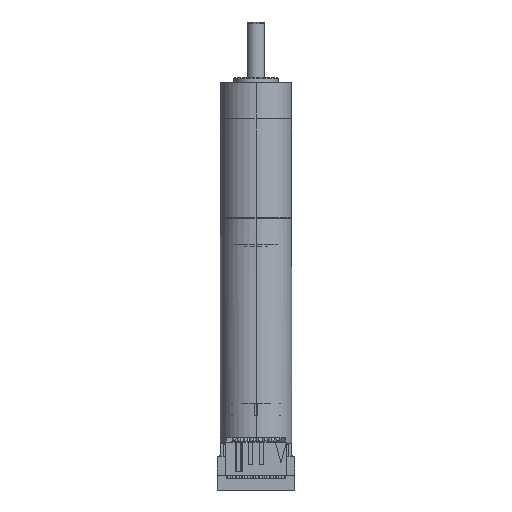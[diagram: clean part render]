
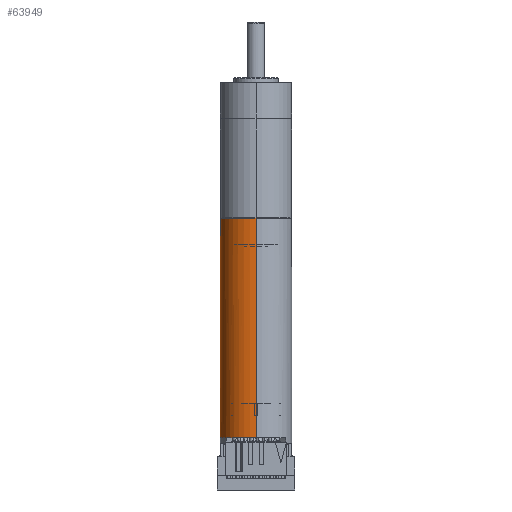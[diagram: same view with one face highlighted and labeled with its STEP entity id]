
A CAD part, front view. The second image highlights one B-rep face of the part: STEP entity #63949.
In plain terms, the highlighted cylindrical face has radius 8 mm (diameter 16 mm), a partial arc.
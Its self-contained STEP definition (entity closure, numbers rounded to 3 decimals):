
#27380=DIRECTION('',(0.,0.,1.));
#27381=VECTOR('',#27380,49.2);
#27382=CARTESIAN_POINT('',(0.,8.,-44.7));
#27383=LINE('',#27382,#27381);
#27384=DIRECTION('',(0.,0.,-1.));
#27385=VECTOR('',#27384,49.2);
#27386=CARTESIAN_POINT('',(0.,-8.,4.5));
#27387=LINE('',#27386,#27385);
#27388=CARTESIAN_POINT('',(0.,0.,-44.7));
#27389=DIRECTION('',(0.,0.,1.));
#27390=DIRECTION('',(-0.832,-0.554,0.));
#27391=AXIS2_PLACEMENT_3D('',#27388,#27389,#27390);
#27393=CARTESIAN_POINT('',(0.,0.,-44.7));
#27394=DIRECTION('',(0.,0.,-1.));
#27395=DIRECTION('',(-0.832,-0.554,0.));
#27396=AXIS2_PLACEMENT_3D('',#27393,#27394,#27395);
#27398=CARTESIAN_POINT('',(0.,0.,4.5));
#27399=DIRECTION('',(0.,0.,1.));
#27400=DIRECTION('',(0.,1.,0.));
#27401=AXIS2_PLACEMENT_3D('',#27398,#27399,#27400);
#29016=CARTESIAN_POINT('',(-6.658,-4.435,-44.7));
#29017=CARTESIAN_POINT('',(0.,8.,-44.7));
#29018=VERTEX_POINT('',#29016);
#29019=VERTEX_POINT('',#29017);
#29102=CARTESIAN_POINT('',(0.,-8.,-44.7));
#29103=VERTEX_POINT('',#29102);
#29112=CARTESIAN_POINT('',(0.,8.,4.5));
#29113=CARTESIAN_POINT('',(0.,-8.,4.5));
#29114=VERTEX_POINT('',#29112);
#29115=VERTEX_POINT('',#29113);
#63936=CARTESIAN_POINT('',(0.,0.,2.235));
#63937=DIRECTION('',(0.,0.,-1.));
#63938=DIRECTION('',(0.,-1.,0.));
#63939=AXIS2_PLACEMENT_3D('',#63936,#63937,#63938);
#63940=CYLINDRICAL_SURFACE('',#63939,8.);
#63941=ORIENTED_EDGE('',*,*,#33327,.T.);
#63943=ORIENTED_EDGE('',*,*,#63942,.T.);
#63944=ORIENTED_EDGE('',*,*,#33323,.T.);
#63945=ORIENTED_EDGE('',*,*,#33121,.F.);
#63946=ORIENTED_EDGE('',*,*,#33329,.T.);
#63947=EDGE_LOOP('',(#63941,#63943,#63944,#63945,#63946));
#63948=FACE_OUTER_BOUND('',#63947,.F.);
#63949=ADVANCED_FACE('',(#63948),#63940,.T.);
#27392=CIRCLE('',#27391,8.);
#27397=CIRCLE('',#27396,8.);
#27402=CIRCLE('',#27401,8.);
#33121=EDGE_CURVE('',#29018,#29103,#27392,.T.);
#33323=EDGE_CURVE('',#29115,#29103,#27387,.T.);
#33327=EDGE_CURVE('',#29019,#29114,#27383,.T.);
#33329=EDGE_CURVE('',#29018,#29019,#27397,.T.);
#63942=EDGE_CURVE('',#29114,#29115,#27402,.T.);
